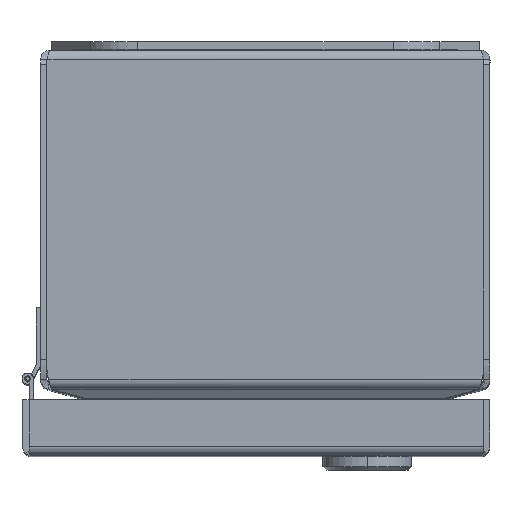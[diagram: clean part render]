
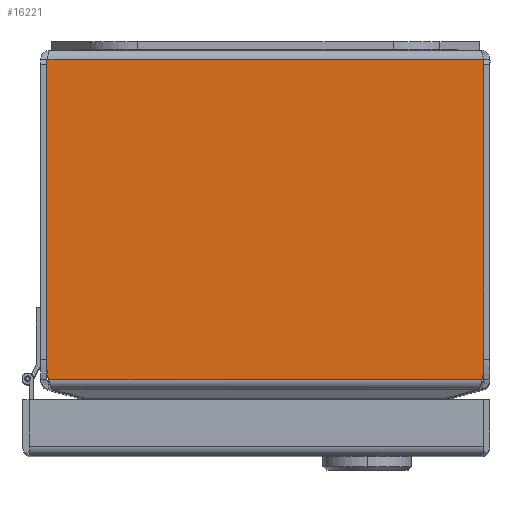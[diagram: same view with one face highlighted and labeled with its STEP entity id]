
A CAD part, top view. The second image highlights one B-rep face of the part: STEP entity #16221.
In plain terms, the highlighted planar face has unit normal (0, 0, 1).
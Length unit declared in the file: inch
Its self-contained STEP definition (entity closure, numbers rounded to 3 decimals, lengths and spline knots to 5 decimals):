
#220 = VERTEX_POINT ( 'NONE', #11783 ) ;
#249 = FACE_OUTER_BOUND ( 'NONE', #6844, .T. ) ;
#275 = ORIENTED_EDGE ( 'NONE', *, *, #15186, .T. ) ;
#3126 = CARTESIAN_POINT ( 'NONE',  ( 13.527, -0.086, 3. ) ) ;
#3151 = CARTESIAN_POINT ( 'NONE',  ( 13.527, 0., 3. ) ) ;
#3225 = CARTESIAN_POINT ( 'NONE',  ( -1.94289, -0.086, 3. ) ) ;
#3439 = CARTESIAN_POINT ( 'NONE',  ( 13.527, -2.93401, 3. ) ) ;
#3941 = VERTEX_POINT ( 'NONE', #7743 ) ;
#4084 = DIRECTION ( 'NONE',  ( -1., 0., 0. ) ) ;
#4571 = DIRECTION ( 'NONE',  ( 0., 1., 0. ) ) ;
#5020 = VECTOR ( 'NONE', #11238, 39.37008 ) ;
#5113 = AXIS2_PLACEMENT_3D ( 'NONE', #3151, #6584, #14589 ) ;
#5544 = CARTESIAN_POINT ( 'NONE',  ( -1.66189, -2.83953, 3. ) ) ;
#5749 = LINE ( 'NONE', #18537, #17069 ) ;
#6029 = VERTEX_POINT ( 'NONE', #14457 ) ;
#6431 = CARTESIAN_POINT ( 'NONE',  ( 1.66189, -2.83953, 3. ) ) ;
#6584 = DIRECTION ( 'NONE',  ( 0., 0., -1. ) ) ;
#6652 = DIRECTION ( 'NONE',  ( 0., -1., 0. ) ) ;
#6723 = EDGE_CURVE ( 'NONE', #9287, #3941, #10922, .T. ) ;
#6844 = EDGE_LOOP ( 'NONE', ( #8929, #14518, #7587, #275, #18864, #14690 ) ) ;
#7546 = CARTESIAN_POINT ( 'NONE',  ( -1.94289, -2.83953, 3. ) ) ;
#7587 = ORIENTED_EDGE ( 'NONE', *, *, #6723, .F. ) ;
#7743 = CARTESIAN_POINT ( 'NONE',  ( 1.94289, -0.086, 3. ) ) ;
#8641 = CARTESIAN_POINT ( 'NONE',  ( 1.94289, -2.83953, 3. ) ) ;
#8929 = ORIENTED_EDGE ( 'NONE', *, *, #12557, .F. ) ;
#9287 = VERTEX_POINT ( 'NONE', #14102 ) ;
#10325 = DIRECTION ( 'NONE',  ( 0., 0., -1. ) ) ;
#10474 = VERTEX_POINT ( 'NONE', #8641 ) ;
#10719 = VECTOR ( 'NONE', #6652, 39.37008 ) ;
#10922 = LINE ( 'NONE', #3126, #5020 ) ;
#11238 = DIRECTION ( 'NONE',  ( 1., 0., 0. ) ) ;
#11783 = CARTESIAN_POINT ( 'NONE',  ( -1.92653, -2.93401, 3. ) ) ;
#12557 = EDGE_CURVE ( 'NONE', #10474, #6029, #13473, .T. ) ;
#13473 = CIRCLE ( 'NONE', #17469, 0.281 ) ;
#14059 = DIRECTION ( 'NONE',  ( 0., -1., 0. ) ) ;
#14094 = VECTOR ( 'NONE', #14458, 39.37008 ) ;
#14102 = CARTESIAN_POINT ( 'NONE',  ( -1.94289, -0.086, 3. ) ) ;
#14113 = AXIS2_PLACEMENT_3D ( 'NONE', #5544, #10325, #4084 ) ;
#14149 = LINE ( 'NONE', #3439, #14094 ) ;
#14457 = CARTESIAN_POINT ( 'NONE',  ( 1.92653, -2.93401, 3. ) ) ;
#14458 = DIRECTION ( 'NONE',  ( -1., 0., 0. ) ) ;
#14518 = ORIENTED_EDGE ( 'NONE', *, *, #16139, .F. ) ;
#14589 = DIRECTION ( 'NONE',  ( -1., 0., 0. ) ) ;
#14690 = ORIENTED_EDGE ( 'NONE', *, *, #16523, .F. ) ;
#15186 = EDGE_CURVE ( 'NONE', #9287, #20170, #18913, .T. ) ;
#16139 = EDGE_CURVE ( 'NONE', #3941, #10474, #5749, .T. ) ;
#16221 = ADVANCED_FACE ( 'NONE', ( #249 ), #17608, .F. ) ;
#16523 = EDGE_CURVE ( 'NONE', #6029, #220, #14149, .T. ) ;
#17055 = EDGE_CURVE ( 'NONE', #220, #20170, #19763, .T. ) ;
#17069 = VECTOR ( 'NONE', #14059, 39.37008 ) ;
#17359 = DIRECTION ( 'NONE',  ( 0., 0., -1. ) ) ;
#17469 = AXIS2_PLACEMENT_3D ( 'NONE', #6431, #17359, #4571 ) ;
#17608 = PLANE ( 'NONE',  #5113 ) ;
#18537 = CARTESIAN_POINT ( 'NONE',  ( 1.94289, -0.086, 3. ) ) ;
#18864 = ORIENTED_EDGE ( 'NONE', *, *, #17055, .F. ) ;
#18913 = LINE ( 'NONE', #3225, #10719 ) ;
#19763 = CIRCLE ( 'NONE', #14113, 0.281 ) ;
#20170 = VERTEX_POINT ( 'NONE', #7546 ) ;
